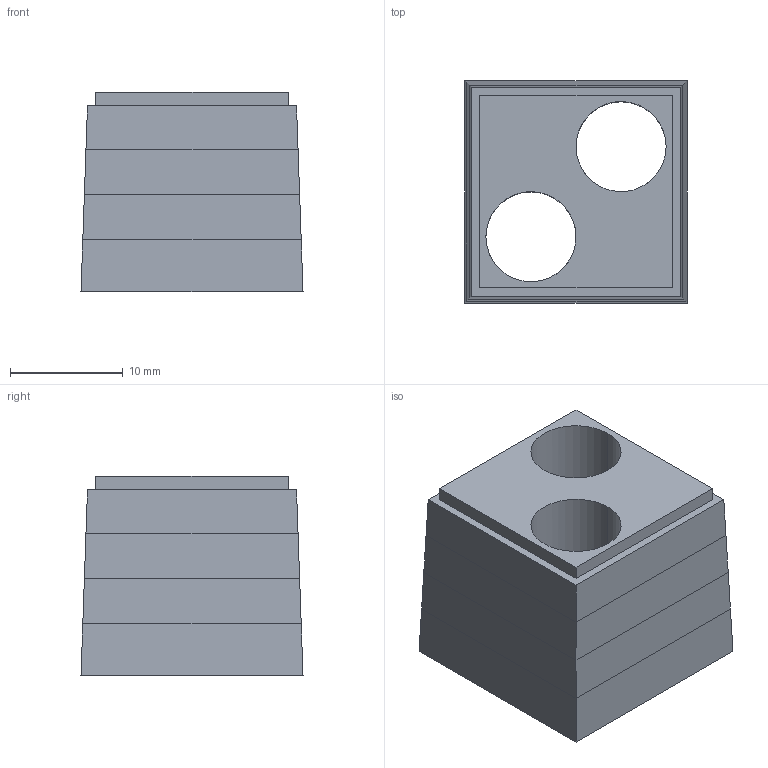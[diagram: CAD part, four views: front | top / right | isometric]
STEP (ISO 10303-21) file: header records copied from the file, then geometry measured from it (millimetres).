
FILE_DESCRIPTION(('CATIA V5 STEP Exchange','CAx-IF Rec.Pracs.--- Model Styling and Organization---1.2---2011-12-15'),'2;1');
FILE_NAME ('D1463418_0_2584820000_2584820000.stp','2018-05-29T10:33:27+00:00',('none'),('Weidmueller'),'CATIA Version 5-6 Release 2014','CATIA V5 STEP AP214','none');
FILE_SCHEMA(('AUTOMOTIVE_DESIGN { 1 0 10303 214 1 1 1 1 }'));
Length unit declared in the file: millimetre
Products named in the file (1): 2584820000_CABTITE_SE_2_8_SML
Bounding box: 19.71 x 19.71 x 17.7 mm (x, y, z)
Volume: 4604.7 mm3; surface area: 2777.2 mm2
Topology: 1 solids, 1 shells, 29 faces, 66 edges, 42 vertices
Faces by surface type: plane 21, cylinder 8
Entity records: 932 total; most frequent: CARTESIAN_POINT 254, ORIENTED_EDGE 132, DIRECTION 121, EDGE_CURVE 66, VECTOR 50, LINE 50, AXIS2_PLACEMENT_3D 42, VERTEX_POINT 42
